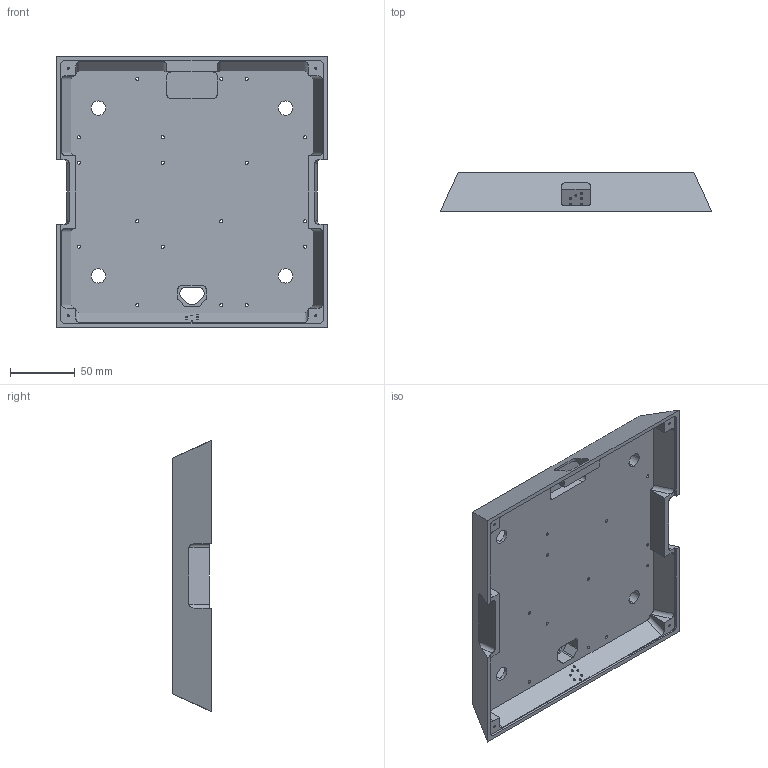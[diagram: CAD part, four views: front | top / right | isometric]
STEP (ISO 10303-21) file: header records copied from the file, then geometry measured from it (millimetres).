
FILE_DESCRIPTION (( 'STEP AP214' ), '1' );
FILE_NAME ('Base.STEP', '2021-12-07T16:54:09', ( '' ), ( '' ), 'SwSTEP 2.0', 'SolidWorks 2021', '' );
FILE_SCHEMA (( 'AUTOMOTIVE_DESIGN' ));
Length unit declared in the file: millimetre
Products named in the file (1): Base
Bounding box: 210 x 30 x 210 mm (x, y, z)
Volume: 423135.3 mm3; surface area: 126693 mm2
Topology: 1 solids, 1 shells, 228 faces, 659 edges, 430 vertices
Faces by surface type: cylinder 120, plane 100, cone 8
Entity records: 7705 total; most frequent: CARTESIAN_POINT 1436, ORIENTED_EDGE 1302, DIRECTION 1267, EDGE_CURVE 651, VERTEX_POINT 430, AXIS2_PLACEMENT_3D 429, VECTOR 409, LINE 409
